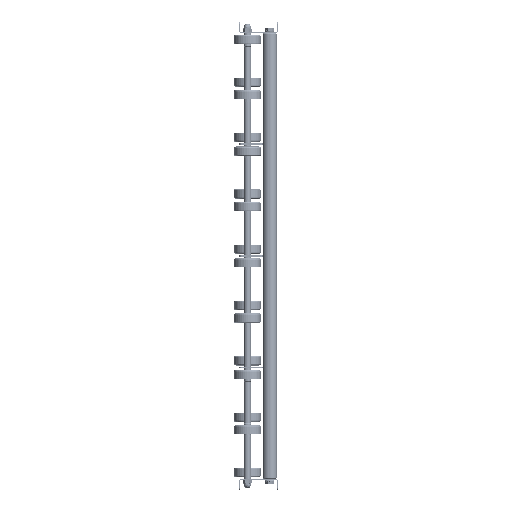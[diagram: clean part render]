
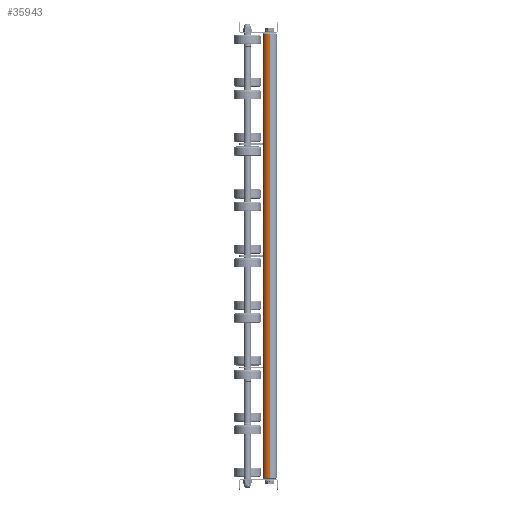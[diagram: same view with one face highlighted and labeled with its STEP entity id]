
A CAD part, left-side view. The second image highlights one B-rep face of the part: STEP entity #35943.
In plain terms, the highlighted cylindrical face has radius 12.5 mm (diameter 25 mm), a partial arc.
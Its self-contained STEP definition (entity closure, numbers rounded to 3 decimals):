
#282 = EDGE_CURVE ( 'NONE', #32324, #49293, #6320, .T. ) ;
#6320 = CIRCLE ( 'NONE', #31981, 12.5 ) ;
#7058 = CARTESIAN_POINT ( 'NONE',  ( 800., 0., 12.5 ) ) ;
#7768 = CARTESIAN_POINT ( 'NONE',  ( 1., 0., -12.5 ) ) ;
#8229 = ORIENTED_EDGE ( 'NONE', *, *, #17992, .F. ) ;
#10317 = CARTESIAN_POINT ( 'NONE',  ( 1., 0., 12.5 ) ) ;
#10475 = ORIENTED_EDGE ( 'NONE', *, *, #282, .T. ) ;
#13175 = AXIS2_PLACEMENT_3D ( 'NONE', #32783, #16970, #33054 ) ;
#13178 = CARTESIAN_POINT ( 'NONE',  ( 1., 0., 0. ) ) ;
#14045 = ORIENTED_EDGE ( 'NONE', *, *, #39078, .T. ) ;
#14180 = EDGE_LOOP ( 'NONE', ( #14045, #43098, #10475, #8229 ) ) ;
#14491 = DIRECTION ( 'NONE',  ( -1., 0., 0. ) ) ;
#16301 = CARTESIAN_POINT ( 'NONE',  ( 799., 0., -12.5 ) ) ;
#16970 = DIRECTION ( 'NONE',  ( -1., 0., 0. ) ) ;
#17222 = EDGE_CURVE ( 'NONE', #22002, #32324, #39604, .T. ) ;
#17992 = EDGE_CURVE ( 'NONE', #24806, #49293, #38934, .T. ) ;
#18671 = AXIS2_PLACEMENT_3D ( 'NONE', #34563, #14491, #50898 ) ;
#20703 = DIRECTION ( 'NONE',  ( 0., 0., -1. ) ) ;
#21155 = VECTOR ( 'NONE', #22864, 1000. ) ;
#22002 = VERTEX_POINT ( 'NONE', #16301 ) ;
#22864 = DIRECTION ( 'NONE',  ( -1., 0., 0. ) ) ;
#24806 = VERTEX_POINT ( 'NONE', #25949 ) ;
#25245 = CYLINDRICAL_SURFACE ( 'NONE', #13175, 12.5 ) ;
#25949 = CARTESIAN_POINT ( 'NONE',  ( 799., 0., 12.5 ) ) ;
#31981 = AXIS2_PLACEMENT_3D ( 'NONE', #13178, #44834, #20703 ) ;
#32324 = VERTEX_POINT ( 'NONE', #7768 ) ;
#32783 = CARTESIAN_POINT ( 'NONE',  ( 800., 0., 0. ) ) ;
#33054 = DIRECTION ( 'NONE',  ( 0., 0., 1. ) ) ;
#34563 = CARTESIAN_POINT ( 'NONE',  ( 799., 0., 0. ) ) ;
#34907 = CIRCLE ( 'NONE', #18671, 12.5 ) ;
#35943 = ADVANCED_FACE ( 'NONE', ( #38834 ), #25245, .T. ) ;
#38834 = FACE_OUTER_BOUND ( 'NONE', #14180, .T. ) ;
#38934 = LINE ( 'NONE', #7058, #21155 ) ;
#39078 = EDGE_CURVE ( 'NONE', #24806, #22002, #34907, .T. ) ;
#39604 = LINE ( 'NONE', #40132, #44126 ) ;
#40132 = CARTESIAN_POINT ( 'NONE',  ( 800., 0., -12.5 ) ) ;
#43098 = ORIENTED_EDGE ( 'NONE', *, *, #17222, .T. ) ;
#44126 = VECTOR ( 'NONE', #52199, 1000. ) ;
#44834 = DIRECTION ( 'NONE',  ( 1., 0., 0. ) ) ;
#49293 = VERTEX_POINT ( 'NONE', #10317 ) ;
#50898 = DIRECTION ( 'NONE',  ( 0., 0., -1. ) ) ;
#52199 = DIRECTION ( 'NONE',  ( -1., 0., 0. ) ) ;
